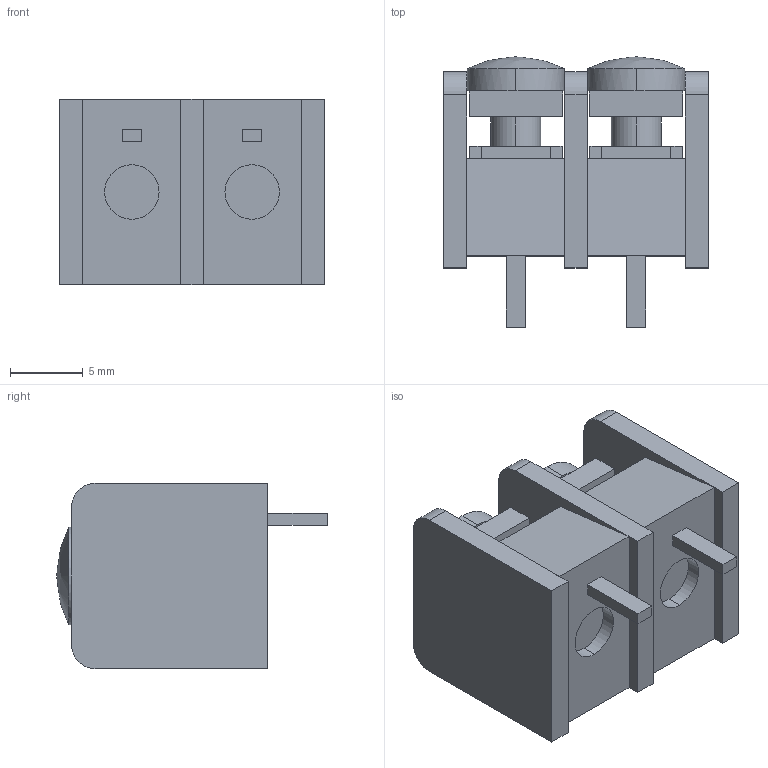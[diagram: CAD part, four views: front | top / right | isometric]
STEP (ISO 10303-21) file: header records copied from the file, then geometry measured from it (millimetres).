
FILE_DESCRIPTION (( 'STEP AP214' ), '1' );
FILE_NAME ('TE 4DB-P108-02.STEP', '2017-01-07T23:54:30', ( '' ), ( '' ), 'SwSTEP 2.0', 'SolidWorks 2016', '' );
FILE_SCHEMA (( 'AUTOMOTIVE_DESIGN' ));
Length unit declared in the file: millimetre
Products named in the file (1): TE 4DB-P108-02
Bounding box: 18.16 x 18.54 x 12.7 mm (x, y, z)
Volume: 2231.4 mm3; surface area: 1898.7 mm2
Topology: 1 solids, 1 shells, 130 faces, 322 edges, 204 vertices
Faces by surface type: plane 110, cylinder 18, bspline 2
Entity records: 4531 total; most frequent: CARTESIAN_POINT 687, ORIENTED_EDGE 644, DIRECTION 632, EDGE_CURVE 322, VECTOR 270, LINE 270, VERTEX_POINT 204, AXIS2_PLACEMENT_3D 181
